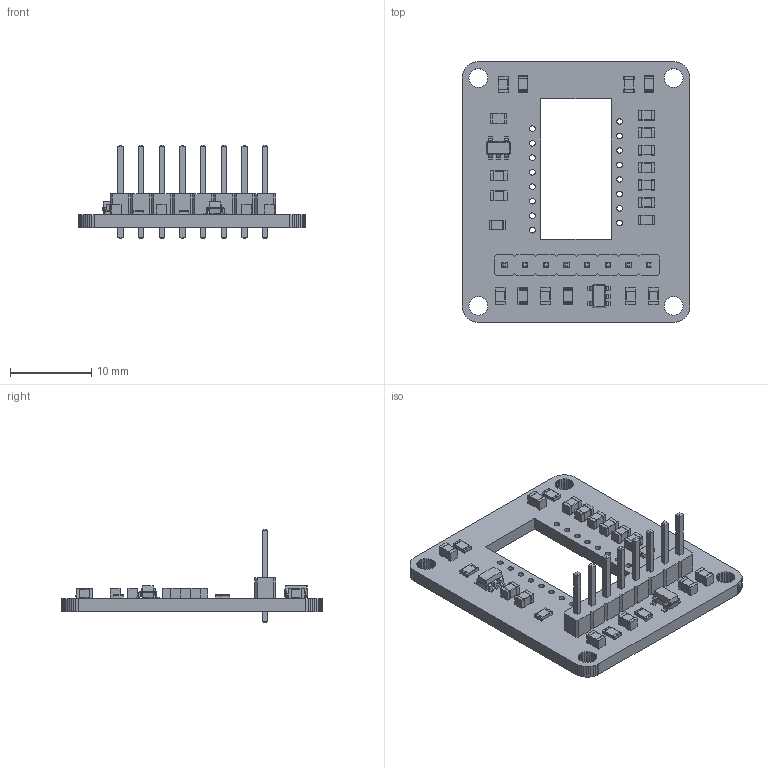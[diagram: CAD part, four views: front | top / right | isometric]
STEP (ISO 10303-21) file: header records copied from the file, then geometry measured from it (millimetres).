
FILE_DESCRIPTION(('KiCad electronic assembly'),'2;1');
FILE_NAME('pmw3360.step','2023-08-15T18:34:57',('Pcbnew'),('Kicad'), 'Open CASCADE STEP processor 7.6','KiCad to STEP converter','Unknown' );
FILE_SCHEMA(('AUTOMOTIVE_DESIGN { 1 0 10303 214 1 1 1 1 }'));
Length unit declared in the file: millimetre
Products named in the file (10): pmw3360 1; C_0805_2012Metric; SOLID; R_0805_2012Metric; PinHeader_1x08_P2.54mm_Vertical; SOT-23-5; PCB
Assembly tree (29 placements, depth 3):
  pmw3360 1
    C_0805_2012Metric  x14
      SOLID
    R_0805_2012Metric  x7
      SOLID
    PinHeader_1x08_P2.54mm_Vertical
      SOLID
    SOT-23-5  x2
      SOLID
    PCB
Bounding box: 28 x 32 x 11.54 mm (x, y, z)
Volume: 1362.3 mm3; surface area: 2536.6 mm2
Topology: 25 solids, 25 shells, 1202 faces, 3144 edges, 2036 vertices
Faces by surface type: plane 856, cylinder 288, bspline 58
Full cylindrical faces by diameter (mm): 0.7 x16, 1 x8
Entity records: 40349 total; most frequent: CARTESIAN_POINT 6852, DIRECTION 5670, LINE 4226, VECTOR 4226, ORIENTED_EDGE 3046, PCURVE 3046, DEFINITIONAL_REPRESENTATION 3046, EDGE_CURVE 1523
